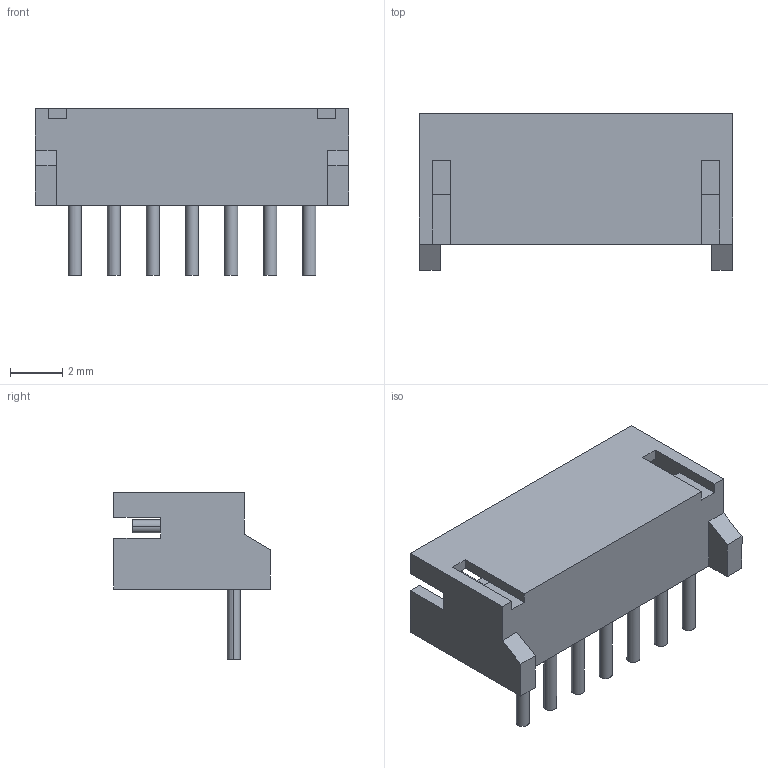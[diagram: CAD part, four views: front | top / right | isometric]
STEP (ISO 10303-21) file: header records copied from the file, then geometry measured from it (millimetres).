
FILE_DESCRIPTION((''),'2;1');
FILE_NAME('JST_S7B-ZR(LF)(SN).stp','2014-06-02T16:10:25',(''),(''),'Mechanical Desktop 2011','Mechanical Desktop 2011',', , ');
FILE_SCHEMA(('AUTOMOTIVE_DESIGN { 1 2 10303 214 1 1 1 1 }'));
Length unit declared in the file: millimetre
Products named in the file (1): Product
Bounding box: 12 x 6 x 6.4 mm (x, y, z)
Volume: 132.6 mm3; surface area: 406.7 mm2
Topology: 15 solids, 15 shells, 88 faces, 184 edges, 122 vertices
Faces by surface type: plane 60, cylinder 28
Entity records: 2394 total; most frequent: DIRECTION 418, CARTESIAN_POINT 395, ORIENTED_EDGE 368, EDGE_CURVE 184, AXIS2_PLACEMENT_3D 145, VECTOR 128, LINE 128, VERTEX_POINT 122
